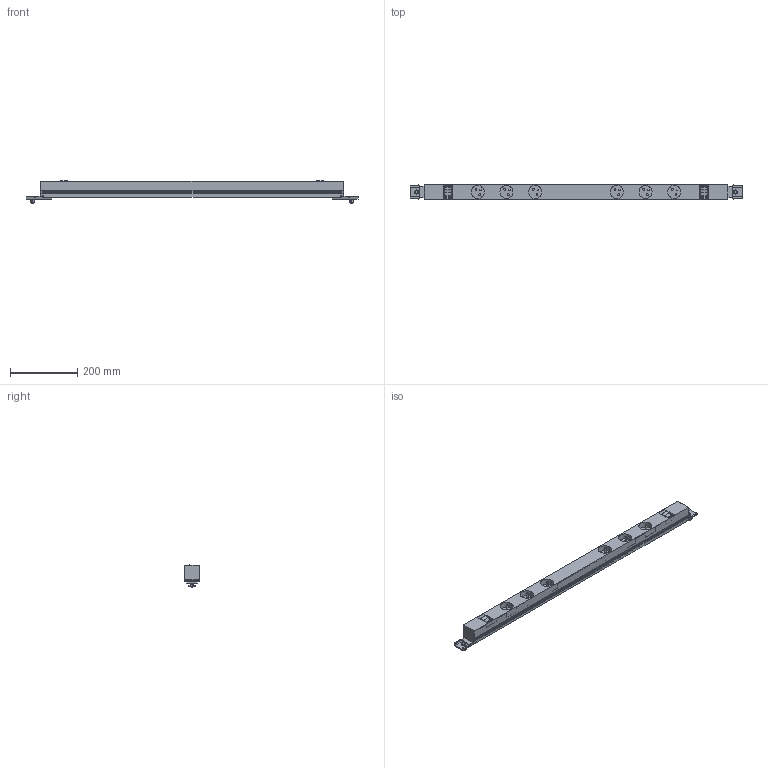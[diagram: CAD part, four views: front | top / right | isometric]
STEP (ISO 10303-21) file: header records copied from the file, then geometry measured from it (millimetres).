
FILE_DESCRIPTION(('STEP AP214'),'1');
FILE_NAME('cctmp_EDF8B38A-5B00-4ADA-AC84-3FCA430A6270_2020_1_16_6_57_6_323..stp','2020-01-16T05:57:07',('Bosch Rexroth AG'),('CADClick - www.CADClick.com'),'Spatial InterOp 3D',' ','unknown authorization - (Healing Option Enabled)');
FILE_SCHEMA(('AUTOMOTIVE_DESIGN'));
Length unit declared in the file: millimetre
Products named in the file (1): 2020_01_16__06-57-06-301
Bounding box: 984 x 44 x 65.48 mm (x, y, z)
Volume: 581570.4 mm3; surface area: 358553.7 mm2
Topology: 1 solids, 1 shells, 462 faces, 1236 edges, 790 vertices
Faces by surface type: plane 286, cylinder 148, cone 16, sphere 12
Entity records: 20256 total; most frequent: CARTESIAN_POINT 4725, DIRECTION 2462, ORIENTED_EDGE 2448, EDGE_CURVE 1224, LINE 896, VECTOR 896, VERTEX_POINT 790, AXIS2_PLACEMENT_3D 783
